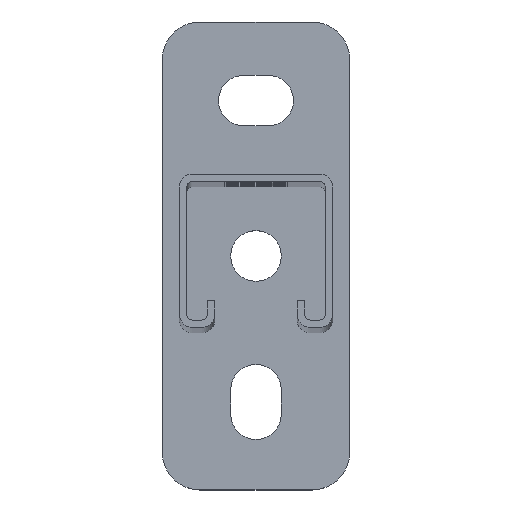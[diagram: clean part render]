
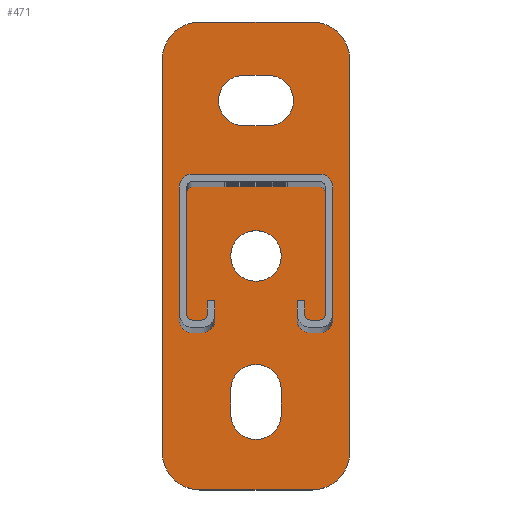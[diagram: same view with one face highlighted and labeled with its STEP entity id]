
A CAD part, top view. The second image highlights one B-rep face of the part: STEP entity #471.
In plain terms, the highlighted planar face has unit normal (0, 0, 1).
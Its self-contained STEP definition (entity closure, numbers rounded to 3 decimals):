
#471=ADVANCED_FACE('',(#952,#953,#954,#955),#956,.T.);
#952=FACE_BOUND('',#1416,.T.);
#953=FACE_BOUND('',#1417,.T.);
#954=FACE_BOUND('',#1418,.T.);
#955=FACE_OUTER_BOUND('',#1419,.T.);
#956=PLANE('',#1420);
#1416=EDGE_LOOP('',(#2701,#2702));
#1417=EDGE_LOOP('',(#2703,#2704,#2705,#2706,#2707,#2708));
#1418=EDGE_LOOP('',(#2709,#2710,#2711,#2712,#2713,#2714));
#1419=EDGE_LOOP('',(#2715,#2716,#2717,#2718,#2719,#2720,#2721,#2722));
#1420=AXIS2_PLACEMENT_3D('',#2723,#2724,#2725);
#2701=ORIENTED_EDGE('',*,*,#3214,.T.);
#2702=ORIENTED_EDGE('',*,*,#3209,.T.);
#2703=ORIENTED_EDGE('',*,*,#3199,.T.);
#2704=ORIENTED_EDGE('',*,*,#3222,.T.);
#2705=ORIENTED_EDGE('',*,*,#3224,.T.);
#2706=ORIENTED_EDGE('',*,*,#3204,.T.);
#2707=ORIENTED_EDGE('',*,*,#3218,.T.);
#2708=ORIENTED_EDGE('',*,*,#3227,.T.);
#2709=ORIENTED_EDGE('',*,*,#3189,.T.);
#2710=ORIENTED_EDGE('',*,*,#3236,.T.);
#2711=ORIENTED_EDGE('',*,*,#3238,.T.);
#2712=ORIENTED_EDGE('',*,*,#3194,.T.);
#2713=ORIENTED_EDGE('',*,*,#3232,.T.);
#2714=ORIENTED_EDGE('',*,*,#3241,.T.);
#2715=ORIENTED_EDGE('',*,*,#3245,.T.);
#2716=ORIENTED_EDGE('',*,*,#3270,.T.);
#2717=ORIENTED_EDGE('',*,*,#3267,.T.);
#2718=ORIENTED_EDGE('',*,*,#3264,.T.);
#2719=ORIENTED_EDGE('',*,*,#3261,.T.);
#2720=ORIENTED_EDGE('',*,*,#3271,.T.);
#2721=ORIENTED_EDGE('',*,*,#3272,.T.);
#2722=ORIENTED_EDGE('',*,*,#3257,.T.);
#2723=CARTESIAN_POINT('',(0.0,0.0,8.0));
#2724=DIRECTION('',(0.0,0.0,1.0));
#2725=DIRECTION('',(1.0,0.0,0.0));
#3189=EDGE_CURVE('',#3933,#3930,#3934,.T.);
#3194=EDGE_CURVE('',#3942,#3939,#3943,.T.);
#3199=EDGE_CURVE('',#3951,#3948,#3952,.T.);
#3204=EDGE_CURVE('',#3960,#3957,#3961,.T.);
#3209=EDGE_CURVE('',#3969,#3966,#3970,.T.);
#3214=EDGE_CURVE('',#3966,#3969,#3976,.T.);
#3218=EDGE_CURVE('',#3957,#3980,#3982,.T.);
#3222=EDGE_CURVE('',#3948,#3986,#3988,.T.);
#3224=EDGE_CURVE('',#3986,#3960,#3990,.T.);
#3227=EDGE_CURVE('',#3980,#3951,#3993,.T.);
#3232=EDGE_CURVE('',#3939,#3998,#4000,.T.);
#3236=EDGE_CURVE('',#3930,#4004,#4006,.T.);
#3238=EDGE_CURVE('',#4004,#3942,#4008,.T.);
#3241=EDGE_CURVE('',#3998,#3933,#4011,.T.);
#3245=EDGE_CURVE('',#4017,#4014,#4018,.T.);
#3257=EDGE_CURVE('',#4037,#4017,#4038,.T.);
#3261=EDGE_CURVE('',#4043,#4041,#4044,.T.);
#3264=EDGE_CURVE('',#4047,#4043,#4048,.T.);
#3267=EDGE_CURVE('',#4051,#4047,#4052,.T.);
#3270=EDGE_CURVE('',#4014,#4051,#4055,.T.);
#3271=EDGE_CURVE('',#4041,#4056,#4057,.T.);
#3272=EDGE_CURVE('',#4056,#4037,#4058,.T.);
#3930=VERTEX_POINT('',#4896);
#3933=VERTEX_POINT('',#4900);
#3934=CIRCLE('',#4901,6.75);
#3939=VERTEX_POINT('',#4907);
#3942=VERTEX_POINT('',#4911);
#3943=CIRCLE('',#4912,6.75);
#3948=VERTEX_POINT('',#4918);
#3951=VERTEX_POINT('',#4922);
#3952=CIRCLE('',#4923,6.75);
#3957=VERTEX_POINT('',#4929);
#3960=VERTEX_POINT('',#4933);
#3961=CIRCLE('',#4934,6.75);
#3966=VERTEX_POINT('',#4940);
#3969=VERTEX_POINT('',#4944);
#3970=CIRCLE('',#4945,6.75);
#3976=CIRCLE('',#4952,6.75);
#3980=VERTEX_POINT('',#4956);
#3982=CIRCLE('',#4959,6.75);
#3986=VERTEX_POINT('',#4963);
#3988=CIRCLE('',#4966,6.75);
#3990=LINE('',#4968,#4969);
#3993=LINE('',#4973,#4974);
#3998=VERTEX_POINT('',#4980);
#4000=CIRCLE('',#4983,6.75);
#4004=VERTEX_POINT('',#4987);
#4006=CIRCLE('',#4990,6.75);
#4008=LINE('',#4992,#4993);
#4011=LINE('',#4997,#4998);
#4014=VERTEX_POINT('',#5002);
#4017=VERTEX_POINT('',#5006);
#4018=CIRCLE('',#5007,10.0);
#4037=VERTEX_POINT('',#5031);
#4038=LINE('',#5032,#5033);
#4041=VERTEX_POINT('',#5037);
#4043=VERTEX_POINT('',#5040);
#4044=CIRCLE('',#5041,10.0);
#4047=VERTEX_POINT('',#5045);
#4048=LINE('',#5046,#5047);
#4051=VERTEX_POINT('',#5051);
#4052=CIRCLE('',#5052,10.0);
#4055=LINE('',#5056,#5057);
#4056=VERTEX_POINT('',#5058);
#4057=LINE('',#5059,#5060);
#4058=CIRCLE('',#5061,10.0);
#4896=CARTESIAN_POINT('',(10.0,41.5,8.0));
#4900=CARTESIAN_POINT('',(3.25,48.25,8.0));
#4901=AXIS2_PLACEMENT_3D('',#5681,#5682,#5683);
#4907=CARTESIAN_POINT('',(-10.0,41.5,8.0));
#4911=CARTESIAN_POINT('',(-3.25,34.75,8.0));
#4912=AXIS2_PLACEMENT_3D('',#5689,#5690,#5691);
#4918=CARTESIAN_POINT('',(0.,-29.0,8.0));
#4922=CARTESIAN_POINT('',(-6.75,-35.75,8.0));
#4923=AXIS2_PLACEMENT_3D('',#5697,#5698,#5699);
#4929=CARTESIAN_POINT('',(0.,-49.0,8.0));
#4933=CARTESIAN_POINT('',(6.75,-42.25,8.0));
#4934=AXIS2_PLACEMENT_3D('',#5705,#5706,#5707);
#4940=CARTESIAN_POINT('',(6.75,0.0,8.0));
#4944=CARTESIAN_POINT('',(-6.75,0.,8.0));
#4945=AXIS2_PLACEMENT_3D('',#5713,#5714,#5715);
#4952=AXIS2_PLACEMENT_3D('',#5723,#5724,#5725);
#4956=CARTESIAN_POINT('',(-6.75,-42.25,8.0));
#4959=AXIS2_PLACEMENT_3D('',#5730,#5731,#5732);
#4963=CARTESIAN_POINT('',(6.75,-35.75,8.0));
#4966=AXIS2_PLACEMENT_3D('',#5737,#5738,#5739);
#4968=CARTESIAN_POINT('',(6.75,-19.5,8.0));
#4969=VECTOR('',#5740,1.0);
#4973=CARTESIAN_POINT('',(-6.75,-19.5,8.0));
#4974=VECTOR('',#5742,1.0);
#4980=CARTESIAN_POINT('',(-3.25,48.25,8.0));
#4983=AXIS2_PLACEMENT_3D('',#5748,#5749,#5750);
#4987=CARTESIAN_POINT('',(3.25,34.75,8.0));
#4990=AXIS2_PLACEMENT_3D('',#5755,#5756,#5757);
#4992=CARTESIAN_POINT('',(0.0,34.75,8.0));
#4993=VECTOR('',#5758,1.0);
#4997=CARTESIAN_POINT('',(0.0,48.25,8.0));
#4998=VECTOR('',#5760,1.0);
#5002=CARTESIAN_POINT('',(15.0,62.5,8.0));
#5006=CARTESIAN_POINT('',(25.0,52.5,8.0));
#5007=AXIS2_PLACEMENT_3D('',#5763,#5764,#5765);
#5031=CARTESIAN_POINT('',(25.0,-52.5,8.0));
#5032=CARTESIAN_POINT('',(25.0,0.0,8.0));
#5033=VECTOR('',#5783,1.0);
#5037=CARTESIAN_POINT('',(-15.0,-62.5,8.0));
#5040=CARTESIAN_POINT('',(-25.0,-52.5,8.0));
#5041=AXIS2_PLACEMENT_3D('',#5786,#5787,#5788);
#5045=CARTESIAN_POINT('',(-25.0,52.5,8.0));
#5046=CARTESIAN_POINT('',(-25.0,0.0,8.0));
#5047=VECTOR('',#5790,1.0);
#5051=CARTESIAN_POINT('',(-15.0,62.5,8.0));
#5052=AXIS2_PLACEMENT_3D('',#5792,#5793,#5794);
#5056=CARTESIAN_POINT('',(0.0,62.5,8.0));
#5057=VECTOR('',#5796,1.0);
#5058=CARTESIAN_POINT('',(15.0,-62.5,8.0));
#5059=CARTESIAN_POINT('',(0.0,-62.5,8.0));
#5060=VECTOR('',#5797,1.0);
#5061=AXIS2_PLACEMENT_3D('',#5798,#5799,#5800);
#5681=CARTESIAN_POINT('',(3.25,41.5,8.0));
#5682=DIRECTION('',(0.0,0.0,-1.0));
#5683=DIRECTION('',(1.0,0.0,0.0));
#5689=CARTESIAN_POINT('',(-3.25,41.5,8.0));
#5690=DIRECTION('',(-0.0,0.0,-1.0));
#5691=DIRECTION('',(-1.0,0.0,0.0));
#5697=CARTESIAN_POINT('',(0.0,-35.75,8.0));
#5698=DIRECTION('',(0.0,0.0,-1.0));
#5699=DIRECTION('',(0.0,1.0,0.0));
#5705=CARTESIAN_POINT('',(0.0,-42.25,8.0));
#5706=DIRECTION('',(-0.0,-0.0,-1.0));
#5707=DIRECTION('',(0.0,-1.0,0.0));
#5713=CARTESIAN_POINT('',(0.0,0.0,8.0));
#5714=DIRECTION('',(0.0,0.0,-1.0));
#5715=DIRECTION('',(1.0,0.0,0.0));
#5723=CARTESIAN_POINT('',(0.0,0.0,8.0));
#5724=DIRECTION('',(0.0,0.0,-1.0));
#5725=DIRECTION('',(1.0,0.0,0.0));
#5730=CARTESIAN_POINT('',(0.0,-42.25,8.0));
#5731=DIRECTION('',(-0.0,-0.0,-1.0));
#5732=DIRECTION('',(0.0,-1.0,0.0));
#5737=CARTESIAN_POINT('',(0.0,-35.75,8.0));
#5738=DIRECTION('',(0.0,0.0,-1.0));
#5739=DIRECTION('',(0.0,1.0,0.0));
#5740=DIRECTION('',(0.0,-1.0,0.0));
#5742=DIRECTION('',(0.0,1.0,0.0));
#5748=CARTESIAN_POINT('',(-3.25,41.5,8.0));
#5749=DIRECTION('',(-0.0,0.0,-1.0));
#5750=DIRECTION('',(-1.0,0.0,0.0));
#5755=CARTESIAN_POINT('',(3.25,41.5,8.0));
#5756=DIRECTION('',(0.0,0.0,-1.0));
#5757=DIRECTION('',(1.0,0.0,0.0));
#5758=DIRECTION('',(-1.0,0.0,0.0));
#5760=DIRECTION('',(1.0,0.0,-0.0));
#5763=CARTESIAN_POINT('',(15.0,52.5,8.0));
#5764=DIRECTION('',(0.0,0.0,1.0));
#5765=DIRECTION('',(0.0,-1.0,0.0));
#5783=DIRECTION('',(0.0,1.0,0.0));
#5786=CARTESIAN_POINT('',(-15.0,-52.5,8.0));
#5787=DIRECTION('',(0.0,-0.0,1.0));
#5788=DIRECTION('',(0.0,1.0,0.0));
#5790=DIRECTION('',(0.0,-1.0,0.0));
#5792=CARTESIAN_POINT('',(-15.0,52.5,8.0));
#5793=DIRECTION('',(0.0,0.0,1.0));
#5794=DIRECTION('',(1.0,0.0,0.0));
#5796=DIRECTION('',(-1.0,0.0,0.0));
#5797=DIRECTION('',(1.0,0.0,0.0));
#5798=CARTESIAN_POINT('',(15.0,-52.5,8.0));
#5799=DIRECTION('',(0.0,0.0,1.0));
#5800=DIRECTION('',(-1.0,0.0,0.0));
